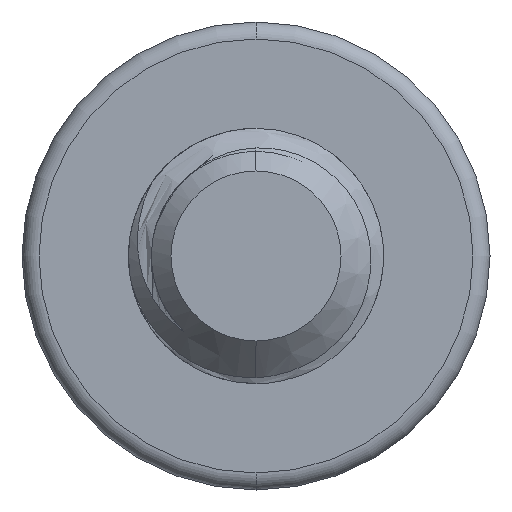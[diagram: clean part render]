
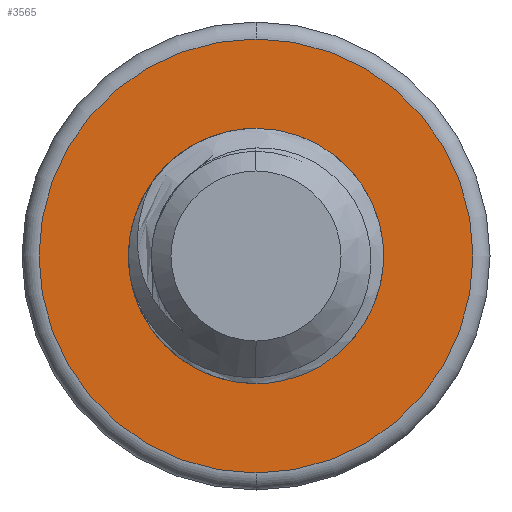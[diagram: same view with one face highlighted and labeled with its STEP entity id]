
A CAD part, front view. The second image highlights one B-rep face of the part: STEP entity #3565.
In plain terms, the highlighted planar face has unit normal (0, -1, 0).
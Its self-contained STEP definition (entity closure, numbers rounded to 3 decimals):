
#208 = DIRECTION ( 'NONE',  ( 0., 0., 1. ) ) ;
#225 = CARTESIAN_POINT ( 'NONE',  ( 0., 20., 0. ) ) ;
#360 = PLANE ( 'NONE',  #3090 ) ;
#722 = CARTESIAN_POINT ( 'NONE',  ( 0., 20., 0. ) ) ;
#859 = CARTESIAN_POINT ( 'NONE',  ( 0., 20., 0. ) ) ;
#915 = AXIS2_PLACEMENT_3D ( 'NONE', #2909, #4271, #208 ) ;
#1570 = FACE_BOUND ( 'NONE', #6336, .T. ) ;
#1599 = EDGE_CURVE ( 'NONE', #7484, #3966, #1635, .T. ) ;
#1635 = CIRCLE ( 'NONE', #915, 1.5 ) ;
#1753 = DIRECTION ( 'NONE',  ( 0., 1., 0. ) ) ;
#1934 = AXIS2_PLACEMENT_3D ( 'NONE', #722, #6869, #8768 ) ;
#1971 = ORIENTED_EDGE ( 'NONE', *, *, #1599, .T. ) ;
#2273 = EDGE_CURVE ( 'NONE', #3966, #7484, #3519, .T. ) ;
#2290 = FACE_OUTER_BOUND ( 'NONE', #8518, .T. ) ;
#2909 = CARTESIAN_POINT ( 'NONE',  ( 0., 20., 0. ) ) ;
#2972 = VERTEX_POINT ( 'NONE', #3146 ) ;
#3090 = AXIS2_PLACEMENT_3D ( 'NONE', #225, #1753, #5798 ) ;
#3146 = CARTESIAN_POINT ( 'NONE',  ( 0., 20., 2.55 ) ) ;
#3254 = CIRCLE ( 'NONE', #8731, 2.55 ) ;
#3519 = CIRCLE ( 'NONE', #1934, 1.5 ) ;
#3565 = ADVANCED_FACE ( 'NONE', ( #2290, #1570 ), #360, .F. ) ;
#3613 = ORIENTED_EDGE ( 'NONE', *, *, #5981, .T. ) ;
#3617 = DIRECTION ( 'NONE',  ( 0., -1., 0. ) ) ;
#3966 = VERTEX_POINT ( 'NONE', #7311 ) ;
#4029 = CARTESIAN_POINT ( 'NONE',  ( 0., 20., -2.55 ) ) ;
#4122 = CIRCLE ( 'NONE', #4560, 2.55 ) ;
#4190 = CARTESIAN_POINT ( 'NONE',  ( 0., 20., 0. ) ) ;
#4271 = DIRECTION ( 'NONE',  ( 0., 1., 0. ) ) ;
#4560 = AXIS2_PLACEMENT_3D ( 'NONE', #859, #3617, #5458 ) ;
#5458 = DIRECTION ( 'NONE',  ( 0., 0., 1. ) ) ;
#5726 = CARTESIAN_POINT ( 'NONE',  ( 0., 20., 1.5 ) ) ;
#5798 = DIRECTION ( 'NONE',  ( 0., 0., 1. ) ) ;
#5981 = EDGE_CURVE ( 'NONE', #6983, #2972, #3254, .T. ) ;
#6164 = DIRECTION ( 'NONE',  ( 0., 0., 1. ) ) ;
#6336 = EDGE_LOOP ( 'NONE', ( #7390, #1971 ) ) ;
#6394 = ORIENTED_EDGE ( 'NONE', *, *, #7213, .T. ) ;
#6869 = DIRECTION ( 'NONE',  ( 0., 1., 0. ) ) ;
#6983 = VERTEX_POINT ( 'NONE', #4029 ) ;
#7213 = EDGE_CURVE ( 'NONE', #2972, #6983, #4122, .T. ) ;
#7311 = CARTESIAN_POINT ( 'NONE',  ( 0., 20., -1.5 ) ) ;
#7390 = ORIENTED_EDGE ( 'NONE', *, *, #2273, .T. ) ;
#7484 = VERTEX_POINT ( 'NONE', #5726 ) ;
#7621 = DIRECTION ( 'NONE',  ( 0., -1., 0. ) ) ;
#8518 = EDGE_LOOP ( 'NONE', ( #6394, #3613 ) ) ;
#8731 = AXIS2_PLACEMENT_3D ( 'NONE', #4190, #7621, #6164 ) ;
#8768 = DIRECTION ( 'NONE',  ( 0., 0., 1. ) ) ;
